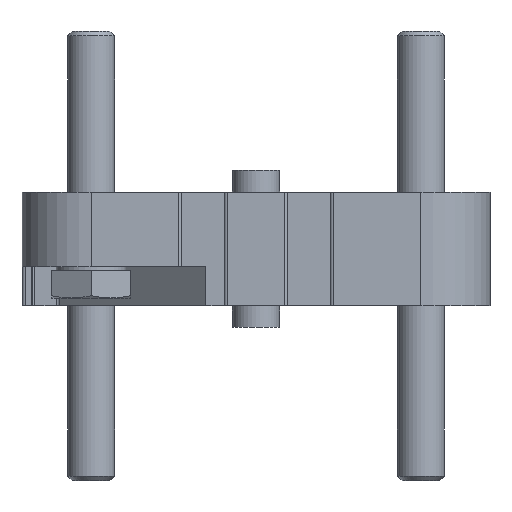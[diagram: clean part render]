
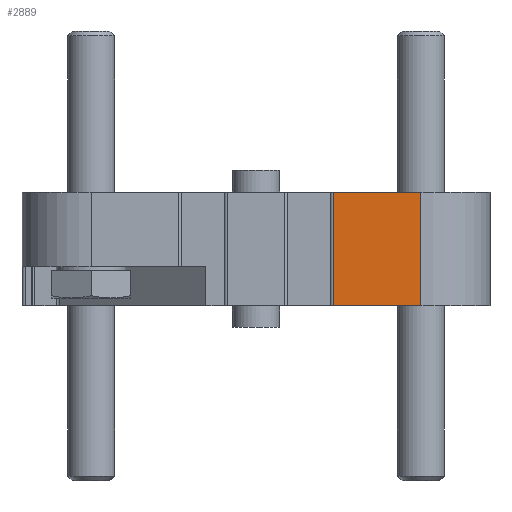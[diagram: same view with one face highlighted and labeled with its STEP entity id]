
A CAD part, front view. The second image highlights one B-rep face of the part: STEP entity #2889.
In plain terms, the highlighted planar face has unit normal (0, -1, 0).
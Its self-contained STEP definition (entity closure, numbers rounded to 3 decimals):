
#519=ORIENTED_EDGE('',*,*,#1328,.T.);
#520=ORIENTED_EDGE('',*,*,#1329,.F.);
#521=ORIENTED_EDGE('',*,*,#1269,.F.);
#522=ORIENTED_EDGE('',*,*,#1327,.T.);
#1269=EDGE_CURVE('',#1659,#1660,#1935,.T.);
#1327=EDGE_CURVE('',#1659,#1713,#1965,.T.);
#1328=EDGE_CURVE('',#1713,#1714,#1966,.T.);
#1329=EDGE_CURVE('',#1660,#1714,#1967,.T.);
#1659=VERTEX_POINT('',#4550);
#1660=VERTEX_POINT('',#4552);
#1713=VERTEX_POINT('',#4664);
#1714=VERTEX_POINT('',#4668);
#1935=LINE('',#4551,#2201);
#1965=LINE('',#4665,#2231);
#1966=LINE('',#4667,#2232);
#1967=LINE('',#4669,#2233);
#2201=VECTOR('',#3629,1000.);
#2231=VECTOR('',#3719,1000.);
#2232=VECTOR('',#3722,1000.);
#2233=VECTOR('',#3723,1000.);
#2414=EDGE_LOOP('',(#519,#520,#521,#522));
#2610=FACE_BOUND('',#2414,.T.);
#2786=PLANE('',#3166);
#2889=ADVANCED_FACE('',(#2610),#2786,.F.);
#3166=AXIS2_PLACEMENT_3D('',#4666,#3720,#3721);
#3629=DIRECTION('',(0.,0.,-1.));
#3719=DIRECTION('',(-1.,0.,0.));
#3720=DIRECTION('',(0.,1.,0.));
#3721=DIRECTION('',(0.,0.,1.));
#3722=DIRECTION('',(0.,0.,-1.));
#3723=DIRECTION('',(-1.,0.,0.));
#4550=CARTESIAN_POINT('',(14.5,-29.8,21.));
#4551=CARTESIAN_POINT('',(14.5,-29.8,21.));
#4552=CARTESIAN_POINT('',(14.5,-29.8,9.85));
#4664=CARTESIAN_POINT('',(0.,-29.8,21.));
#4665=CARTESIAN_POINT('',(14.5,-29.8,21.));
#4666=CARTESIAN_POINT('',(14.5,-29.8,21.));
#4667=CARTESIAN_POINT('',(0.,-29.8,21.));
#4668=CARTESIAN_POINT('',(0.,-29.8,9.85));
#4669=CARTESIAN_POINT('',(14.5,-29.8,9.85));
